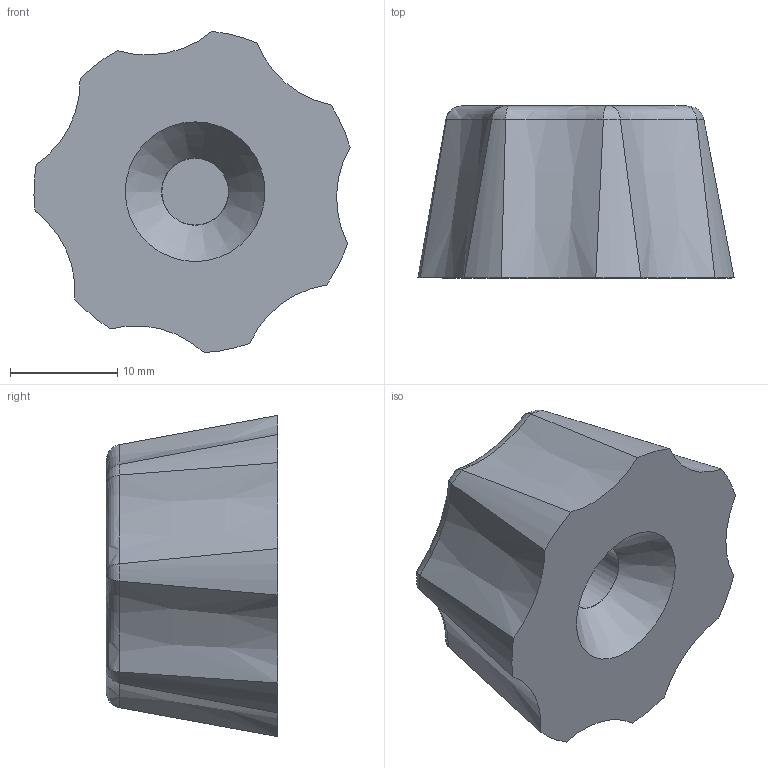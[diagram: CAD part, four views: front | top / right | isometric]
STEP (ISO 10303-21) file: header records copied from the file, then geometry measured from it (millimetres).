
FILE_DESCRIPTION(/* description */ (''),/* implementation_level */ '2;1');
FILE_NAME(/* name */ 'knob v5.step',/* time_stamp */ '2020-02-19T21:01:37+01:00',/* author */ (''),/* organization */ (''),/* preprocessor_version */ 'ST-DEVELOPER v18',/* originating_system */ 'Autodesk Translation Framework v8.12.0.6',/* authorisation */ '');
FILE_SCHEMA (('AUTOMOTIVE_DESIGN { 1 0 10303 214 3 1 1 }'));
Length unit declared in the file: millimetre
Products named in the file (1): knob
Bounding box: 29.41 x 16 x 29.9 mm (x, y, z)
Volume: 7373 mm3; surface area: 2616.6 mm2
Topology: 1 solids, 1 shells, 38 faces, 87 edges, 54 vertices
Faces by surface type: cone 16, torus 14, plane 5, bspline 2, cylinder 1
Full cylindrical faces by diameter (mm): 6.2 x1
Entity records: 1345 total; most frequent: CARTESIAN_POINT 458, DIRECTION 189, ORIENTED_EDGE 174, AXIS2_PLACEMENT_3D 93, EDGE_CURVE 87, CIRCLE 56, VERTEX_POINT 54, EDGE_LOOP 41
